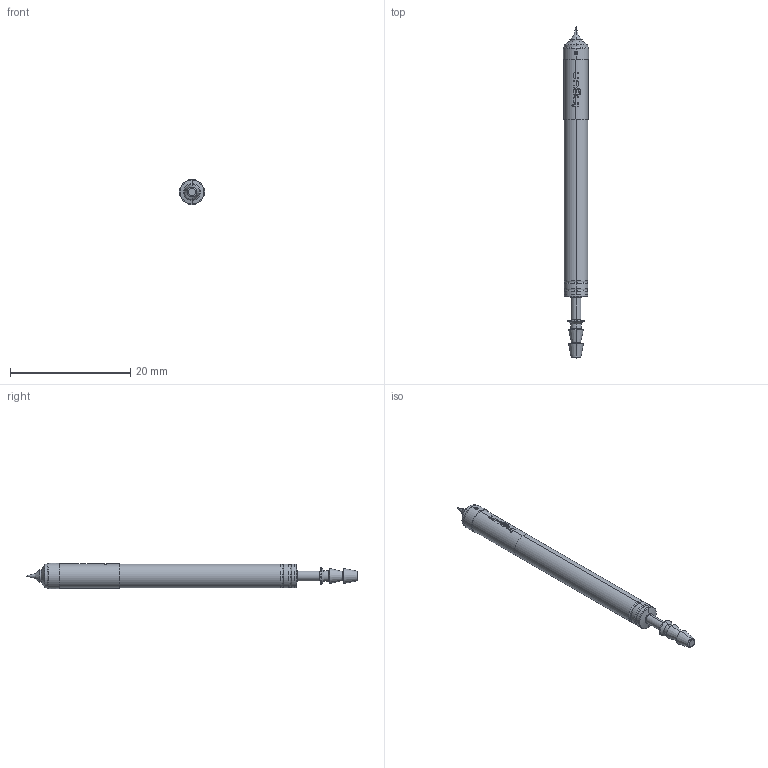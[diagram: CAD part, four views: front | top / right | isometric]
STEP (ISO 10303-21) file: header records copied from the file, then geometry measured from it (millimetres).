
FILE_DESCRIPTION (( 'STEP AP203' ), '1' );
FILE_NAME ('INGUN_PKS-399_201_200_R_xx02_2H.STEP', '2022-02-28T09:14:12', ( 'ochi' ), ( '' ), 'SwSTEP 2.0', 'SolidWorks 2018', '' );
FILE_SCHEMA (( 'CONFIG_CONTROL_DESIGN' ));
Length unit declared in the file: millimetre
Products named in the file (1): INGUN_PKS-399_201_200_R_xx02_2H
Bounding box: 4.2 x 55.2 x 4.2 mm (x, y, z)
Volume: 557 mm3; surface area: 628.1 mm2
Topology: 1 solids, 1 shells, 162 faces, 416 edges, 263 vertices
Faces by surface type: plane 49, cylinder 45, torus 28, bspline 24, cone 16
Entity records: 6329 total; most frequent: CARTESIAN_POINT 2804, ORIENTED_EDGE 828, DIRECTION 552, EDGE_CURVE 414, VERTEX_POINT 263, B_SPLINE_CURVE_WITH_KNOTS 246, AXIS2_PLACEMENT_3D 245, EDGE_LOOP 171
